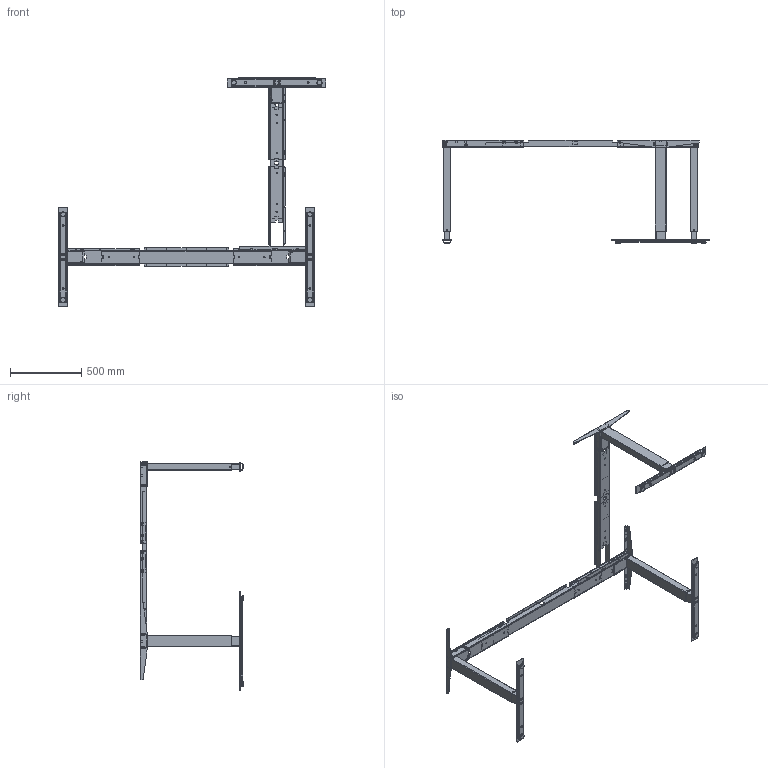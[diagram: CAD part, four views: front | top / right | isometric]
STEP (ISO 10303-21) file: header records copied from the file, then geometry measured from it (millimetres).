
FILE_DESCRIPTION (( 'STEP AP203' ), '1' );
FILE_NAME ('AE32AAxxxxxxx_Fl174_Fl115.STEP', '2017-11-16T15:44:30', ( '' ), ( '' ), 'SwSTEP 2.0', 'SolidWorks 2015', '' );
FILE_SCHEMA (( 'CONFIG_CONTROL_DESIGN' ));
Length unit declared in the file: millimetre
Products named in the file (1): AE32AAxxxxxxx_Fl174_Fl115
Bounding box: 1877 x 726.1 x 1602.88 mm (x, y, z)
Surface area: 3055294.9 mm2 (no closed solid volume)
Topology: 0 solids, 249 shells, 2047 faces, 10661 edges, 8557 vertices
Faces by surface type: plane 1054, cylinder 722, torus 96, cone 74, bspline 51, sphere 50
Entity records: 106553 total; most frequent: CARTESIAN_POINT 26548, DIRECTION 16438, ORIENTED_EDGE 13991, EDGE_CURVE 10647, VERTEX_POINT 8557, VECTOR 6464, LINE 6464, AXIS2_PLACEMENT_3D 4987
